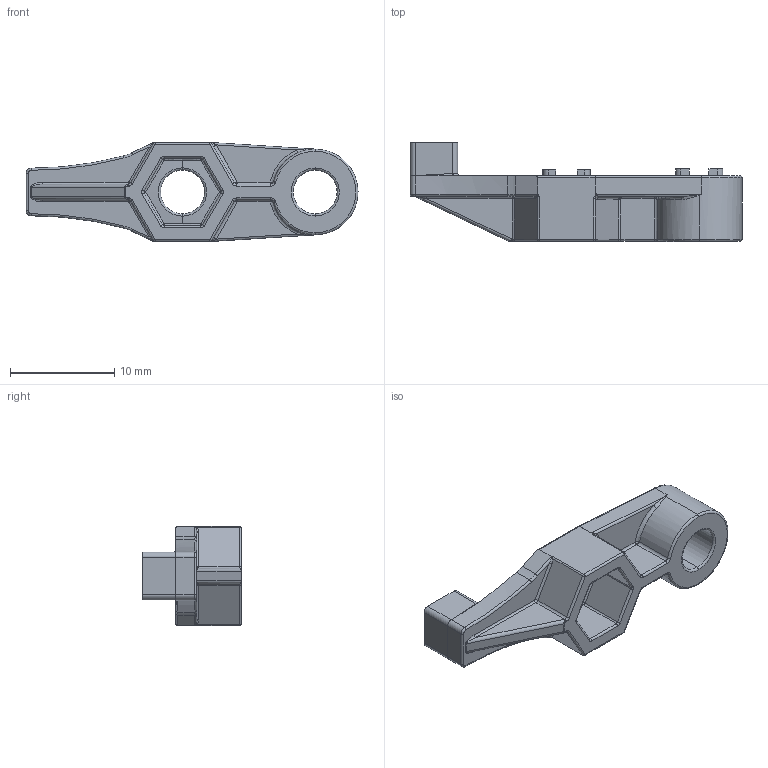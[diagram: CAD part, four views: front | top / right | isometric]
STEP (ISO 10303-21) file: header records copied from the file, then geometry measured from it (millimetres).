
FILE_DESCRIPTION (( 'STEP AP203' ), '1' );
FILE_NAME ('276-8021-001 Rev1 - Web.STEP', '2022-02-22T15:58:14', ( '' ), ( '' ), 'SwSTEP 2.0', 'SolidWorks 2021', '' );
FILE_SCHEMA (( 'CONFIG_CONTROL_DESIGN' ));
Length unit declared in the file: millimetre
Products named in the file (1): 276-8021-001 Rev1 - Web
Bounding box: 31.78 x 9.47 x 9.48 mm (x, y, z)
Volume: 871.2 mm3; surface area: 1152 mm2
Topology: 1 solids, 1 shells, 261 faces, 617 edges, 357 vertices
Faces by surface type: cylinder 88, plane 83, bspline 37, torus 34, sphere 15, cone 4
Entity records: 8176 total; most frequent: CARTESIAN_POINT 2411, ORIENTED_EDGE 1214, DIRECTION 1177, EDGE_CURVE 607, AXIS2_PLACEMENT_3D 458, VERTEX_POINT 357, EDGE_LOOP 274, LINE 261
